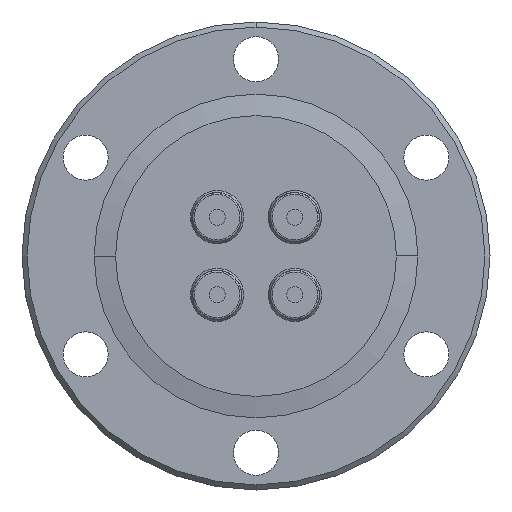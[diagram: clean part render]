
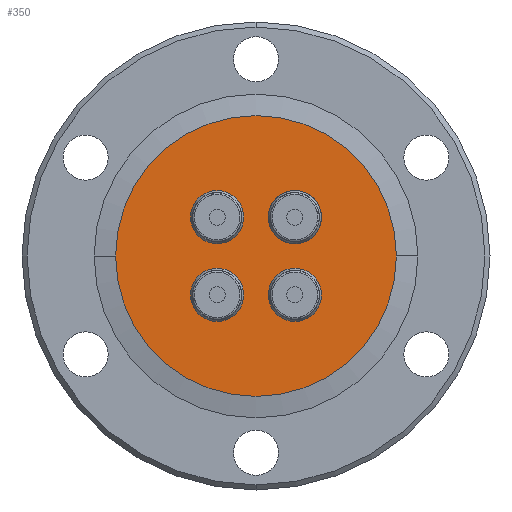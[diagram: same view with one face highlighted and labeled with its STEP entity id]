
A CAD part, front view. The second image highlights one B-rep face of the part: STEP entity #350.
In plain terms, the highlighted planar face has unit normal (0, -1, 0).
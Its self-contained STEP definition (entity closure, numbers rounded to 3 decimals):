
#15 = AXIS2_PLACEMENT_3D ( 'NONE', #587, #8605, #1253 ) ;
#36 = ORIENTED_EDGE ( 'NONE', *, *, #7356, .T. ) ;
#60 = CIRCLE ( 'NONE', #1854, 3.95 ) ;
#88 = EDGE_LOOP ( 'NONE', ( #5689, #5877 ) ) ;
#350 = ADVANCED_FACE ( 'NONE', ( #5789, #3501, #7594, #3024, #2205 ), #5515, .T. ) ;
#503 = DIRECTION ( 'NONE',  ( 0., 1., 0. ) ) ;
#587 = CARTESIAN_POINT ( 'NONE',  ( -5.801, 18.393, 5.801 ) ) ;
#654 = CIRCLE ( 'NONE', #15, 3.95 ) ;
#890 = DIRECTION ( 'NONE',  ( 0., 0., -1. ) ) ;
#966 = ORIENTED_EDGE ( 'NONE', *, *, #10032, .T. ) ;
#1253 = DIRECTION ( 'NONE',  ( 0., 0., -1. ) ) ;
#1344 = DIRECTION ( 'NONE',  ( 0., 0., -1. ) ) ;
#1399 = DIRECTION ( 'NONE',  ( 0., 0., -1. ) ) ;
#1686 = VERTEX_POINT ( 'NONE', #7806 ) ;
#1854 = AXIS2_PLACEMENT_3D ( 'NONE', #5854, #2545, #3660 ) ;
#1900 = AXIS2_PLACEMENT_3D ( 'NONE', #6366, #2427, #7013 ) ;
#1948 = DIRECTION ( 'NONE',  ( 0., 0., -1. ) ) ;
#1985 = CARTESIAN_POINT ( 'NONE',  ( 20.955, 18.393, 0. ) ) ;
#2012 = EDGE_LOOP ( 'NONE', ( #5628, #2747 ) ) ;
#2205 = FACE_BOUND ( 'NONE', #88, .T. ) ;
#2229 = CIRCLE ( 'NONE', #8221, 3.95 ) ;
#2252 = DIRECTION ( 'NONE',  ( 0., 1., 0. ) ) ;
#2269 = CARTESIAN_POINT ( 'NONE',  ( 5.801, 18.393, -9.751 ) ) ;
#2427 = DIRECTION ( 'NONE',  ( 0., 1., 0. ) ) ;
#2545 = DIRECTION ( 'NONE',  ( 0., 1., 0. ) ) ;
#2626 = AXIS2_PLACEMENT_3D ( 'NONE', #9007, #3941, #5045 ) ;
#2747 = ORIENTED_EDGE ( 'NONE', *, *, #5318, .T. ) ;
#2856 = CARTESIAN_POINT ( 'NONE',  ( -5.801, 18.393, -5.801 ) ) ;
#2968 = CARTESIAN_POINT ( 'NONE',  ( 0., 18.393, 20.955 ) ) ;
#3024 = FACE_BOUND ( 'NONE', #4837, .T. ) ;
#3064 = CIRCLE ( 'NONE', #4672, 3.95 ) ;
#3501 = FACE_BOUND ( 'NONE', #9099, .T. ) ;
#3565 = VERTEX_POINT ( 'NONE', #5710 ) ;
#3648 = EDGE_LOOP ( 'NONE', ( #8102, #9398 ) ) ;
#3656 = VERTEX_POINT ( 'NONE', #3734 ) ;
#3660 = DIRECTION ( 'NONE',  ( 0., 0., -1. ) ) ;
#3734 = CARTESIAN_POINT ( 'NONE',  ( -5.801, 18.393, -1.852 ) ) ;
#3793 = CARTESIAN_POINT ( 'NONE',  ( -5.801, 18.393, 9.751 ) ) ;
#3941 = DIRECTION ( 'NONE',  ( 0., -1., 0. ) ) ;
#4211 = CARTESIAN_POINT ( 'NONE',  ( 5.801, 18.393, 5.801 ) ) ;
#4235 = CIRCLE ( 'NONE', #1900, 3.95 ) ;
#4267 = CIRCLE ( 'NONE', #2626, 20.955 ) ;
#4570 = VERTEX_POINT ( 'NONE', #2269 ) ;
#4579 = CARTESIAN_POINT ( 'NONE',  ( -5.801, 18.393, -5.801 ) ) ;
#4654 = CARTESIAN_POINT ( 'NONE',  ( -5.801, 18.393, -9.751 ) ) ;
#4672 = AXIS2_PLACEMENT_3D ( 'NONE', #4579, #7326, #8891 ) ;
#4719 = ORIENTED_EDGE ( 'NONE', *, *, #8243, .T. ) ;
#4792 = DIRECTION ( 'NONE',  ( 0., -1., 0. ) ) ;
#4837 = EDGE_LOOP ( 'NONE', ( #966, #7489 ) ) ;
#4906 = DIRECTION ( 'NONE',  ( 0., 0., -1. ) ) ;
#4918 = AXIS2_PLACEMENT_3D ( 'NONE', #4211, #503, #4906 ) ;
#4956 = EDGE_CURVE ( 'NONE', #4570, #6052, #4235, .T. ) ;
#5045 = DIRECTION ( 'NONE',  ( 0., 0., -1. ) ) ;
#5135 = AXIS2_PLACEMENT_3D ( 'NONE', #6790, #7758, #1344 ) ;
#5318 = EDGE_CURVE ( 'NONE', #9738, #5669, #6072, .T. ) ;
#5464 = EDGE_CURVE ( 'NONE', #7972, #3656, #2229, .T. ) ;
#5514 = CARTESIAN_POINT ( 'NONE',  ( -5.801, 18.393, 5.801 ) ) ;
#5515 = PLANE ( 'NONE',  #6005 ) ;
#5628 = ORIENTED_EDGE ( 'NONE', *, *, #8226, .T. ) ;
#5669 = VERTEX_POINT ( 'NONE', #6736 ) ;
#5683 = CARTESIAN_POINT ( 'NONE',  ( 5.801, 18.393, -1.852 ) ) ;
#5689 = ORIENTED_EDGE ( 'NONE', *, *, #5464, .T. ) ;
#5710 = CARTESIAN_POINT ( 'NONE',  ( -5.801, 18.393, 1.852 ) ) ;
#5789 = FACE_BOUND ( 'NONE', #3648, .T. ) ;
#5854 = CARTESIAN_POINT ( 'NONE',  ( 5.801, 18.393, -5.801 ) ) ;
#5867 = CIRCLE ( 'NONE', #6997, 3.95 ) ;
#5877 = ORIENTED_EDGE ( 'NONE', *, *, #6836, .T. ) ;
#6005 = AXIS2_PLACEMENT_3D ( 'NONE', #1985, #7551, #1399 ) ;
#6052 = VERTEX_POINT ( 'NONE', #5683 ) ;
#6072 = CIRCLE ( 'NONE', #8679, 20.955 ) ;
#6110 = VERTEX_POINT ( 'NONE', #8044 ) ;
#6290 = DIRECTION ( 'NONE',  ( 0., 1., 0. ) ) ;
#6338 = CIRCLE ( 'NONE', #4918, 3.95 ) ;
#6366 = CARTESIAN_POINT ( 'NONE',  ( 5.801, 18.393, -5.801 ) ) ;
#6736 = CARTESIAN_POINT ( 'NONE',  ( 0., 18.393, -20.955 ) ) ;
#6790 = CARTESIAN_POINT ( 'NONE',  ( 5.801, 18.393, 5.801 ) ) ;
#6836 = EDGE_CURVE ( 'NONE', #3656, #7972, #3064, .T. ) ;
#6997 = AXIS2_PLACEMENT_3D ( 'NONE', #5514, #6290, #890 ) ;
#7013 = DIRECTION ( 'NONE',  ( 0., 0., -1. ) ) ;
#7326 = DIRECTION ( 'NONE',  ( 0., 1., 0. ) ) ;
#7356 = EDGE_CURVE ( 'NONE', #3565, #9044, #5867, .T. ) ;
#7489 = ORIENTED_EDGE ( 'NONE', *, *, #8476, .T. ) ;
#7551 = DIRECTION ( 'NONE',  ( 0., -1., 0. ) ) ;
#7559 = EDGE_CURVE ( 'NONE', #6052, #4570, #60, .T. ) ;
#7594 = FACE_OUTER_BOUND ( 'NONE', #2012, .T. ) ;
#7758 = DIRECTION ( 'NONE',  ( 0., 1., 0. ) ) ;
#7806 = CARTESIAN_POINT ( 'NONE',  ( 5.801, 18.393, 9.751 ) ) ;
#7972 = VERTEX_POINT ( 'NONE', #4654 ) ;
#8044 = CARTESIAN_POINT ( 'NONE',  ( 5.801, 18.393, 1.852 ) ) ;
#8102 = ORIENTED_EDGE ( 'NONE', *, *, #4956, .T. ) ;
#8221 = AXIS2_PLACEMENT_3D ( 'NONE', #2856, #2252, #8950 ) ;
#8226 = EDGE_CURVE ( 'NONE', #5669, #9738, #4267, .T. ) ;
#8243 = EDGE_CURVE ( 'NONE', #9044, #3565, #654, .T. ) ;
#8476 = EDGE_CURVE ( 'NONE', #1686, #6110, #6338, .T. ) ;
#8605 = DIRECTION ( 'NONE',  ( 0., 1., 0. ) ) ;
#8679 = AXIS2_PLACEMENT_3D ( 'NONE', #8814, #4792, #1948 ) ;
#8814 = CARTESIAN_POINT ( 'NONE',  ( 0., 18.393, 0. ) ) ;
#8891 = DIRECTION ( 'NONE',  ( 0., 0., -1. ) ) ;
#8950 = DIRECTION ( 'NONE',  ( 0., 0., -1. ) ) ;
#9007 = CARTESIAN_POINT ( 'NONE',  ( 0., 18.393, 0. ) ) ;
#9044 = VERTEX_POINT ( 'NONE', #3793 ) ;
#9099 = EDGE_LOOP ( 'NONE', ( #36, #4719 ) ) ;
#9398 = ORIENTED_EDGE ( 'NONE', *, *, #7559, .T. ) ;
#9738 = VERTEX_POINT ( 'NONE', #2968 ) ;
#9805 = CIRCLE ( 'NONE', #5135, 3.95 ) ;
#10032 = EDGE_CURVE ( 'NONE', #6110, #1686, #9805, .T. ) ;
